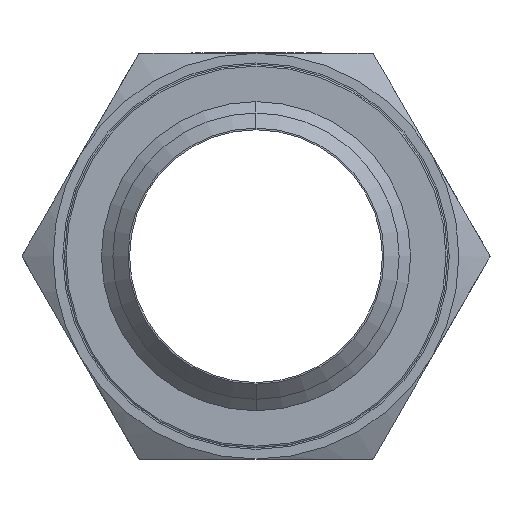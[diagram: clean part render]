
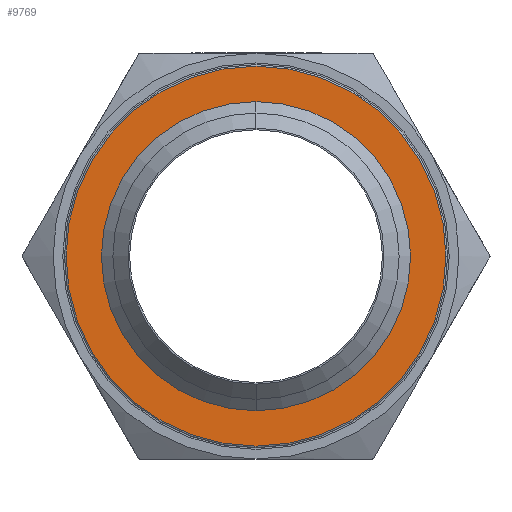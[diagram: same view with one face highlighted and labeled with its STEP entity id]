
A CAD part, left-side view. The second image highlights one B-rep face of the part: STEP entity #9769.
In plain terms, the highlighted planar face has unit normal (-1, 0, 0).
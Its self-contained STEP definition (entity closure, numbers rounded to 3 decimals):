
#393 = FACE_BOUND ( 'NONE', #15816, .T. ) ;
#1120 = DIRECTION ( 'NONE',  ( 0., 0., -1. ) ) ;
#1407 = CIRCLE ( 'NONE', #13758, 59. ) ;
#2008 = AXIS2_PLACEMENT_3D ( 'NONE', #3641, #14544, #1120 ) ;
#2158 = DIRECTION ( 'NONE',  ( 0., 0., 1. ) ) ;
#2482 = VERTEX_POINT ( 'NONE', #8588 ) ;
#2726 = FACE_OUTER_BOUND ( 'NONE', #15705, .T. ) ;
#3324 = CARTESIAN_POINT ( 'NONE',  ( -15.35, 59., 0. ) ) ;
#3614 = CARTESIAN_POINT ( 'NONE',  ( -15.35, 0., 0. ) ) ;
#3641 = CARTESIAN_POINT ( 'NONE',  ( -15.35, 0., 0. ) ) ;
#4395 = CARTESIAN_POINT ( 'NONE',  ( -15.35, 0., 0. ) ) ;
#4545 = EDGE_CURVE ( 'NONE', #15843, #2482, #10877, .T. ) ;
#4837 = ORIENTED_EDGE ( 'NONE', *, *, #8442, .F. ) ;
#5101 = AXIS2_PLACEMENT_3D ( 'NONE', #4395, #10533, #2158 ) ;
#5741 = CIRCLE ( 'NONE', #2008, 59. ) ;
#5932 = DIRECTION ( 'NONE',  ( 0., 0., -1. ) ) ;
#6549 = CARTESIAN_POINT ( 'NONE',  ( -15.35, 0., 48. ) ) ;
#8442 = EDGE_CURVE ( 'NONE', #13209, #12244, #5741, .T. ) ;
#8588 = CARTESIAN_POINT ( 'NONE',  ( -15.35, 0., -48. ) ) ;
#9221 = AXIS2_PLACEMENT_3D ( 'NONE', #3614, #12035, #11021 ) ;
#9580 = CARTESIAN_POINT ( 'NONE',  ( -15.35, 0., 0. ) ) ;
#9736 = ORIENTED_EDGE ( 'NONE', *, *, #4545, .F. ) ;
#9769 = ADVANCED_FACE ( 'NONE', ( #393, #2726 ), #12026, .F. ) ;
#10079 = CARTESIAN_POINT ( 'NONE',  ( -15.35, -59., 0. ) ) ;
#10533 = DIRECTION ( 'NONE',  ( -1., 0., 0. ) ) ;
#10734 = DIRECTION ( 'NONE',  ( 0., 1., 0. ) ) ;
#10798 = DIRECTION ( 'NONE',  ( 1., 0., 0. ) ) ;
#10877 = CIRCLE ( 'NONE', #5101, 48. ) ;
#11021 = DIRECTION ( 'NONE',  ( 0., 0., 1. ) ) ;
#11108 = AXIS2_PLACEMENT_3D ( 'NONE', #15793, #11922, #10734 ) ;
#11922 = DIRECTION ( 'NONE',  ( 1., 0., 0. ) ) ;
#12026 = PLANE ( 'NONE',  #11108 ) ;
#12035 = DIRECTION ( 'NONE',  ( -1., 0., 0. ) ) ;
#12244 = VERTEX_POINT ( 'NONE', #10079 ) ;
#12717 = EDGE_CURVE ( 'NONE', #2482, #15843, #13887, .T. ) ;
#12827 = ORIENTED_EDGE ( 'NONE', *, *, #12717, .F. ) ;
#13209 = VERTEX_POINT ( 'NONE', #3324 ) ;
#13478 = ORIENTED_EDGE ( 'NONE', *, *, #13765, .F. ) ;
#13758 = AXIS2_PLACEMENT_3D ( 'NONE', #9580, #10798, #5932 ) ;
#13765 = EDGE_CURVE ( 'NONE', #12244, #13209, #1407, .T. ) ;
#13887 = CIRCLE ( 'NONE', #9221, 48. ) ;
#14544 = DIRECTION ( 'NONE',  ( 1., 0., 0. ) ) ;
#15705 = EDGE_LOOP ( 'NONE', ( #13478, #4837 ) ) ;
#15793 = CARTESIAN_POINT ( 'NONE',  ( -15.35, 0., 59.5 ) ) ;
#15816 = EDGE_LOOP ( 'NONE', ( #9736, #12827 ) ) ;
#15843 = VERTEX_POINT ( 'NONE', #6549 ) ;
